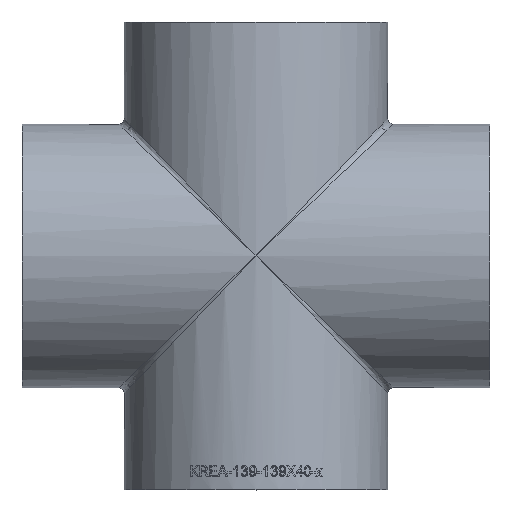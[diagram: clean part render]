
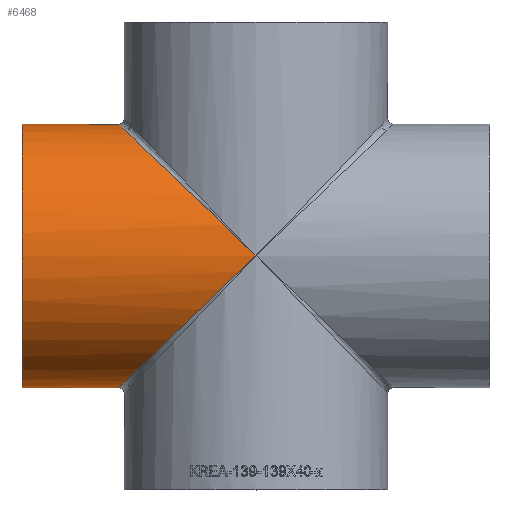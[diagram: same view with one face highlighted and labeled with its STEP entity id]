
A CAD part, top view. The second image highlights one B-rep face of the part: STEP entity #6468.
In plain terms, the highlighted cylindrical face has radius 69.85 mm (diameter 139.7 mm), a full revolution.
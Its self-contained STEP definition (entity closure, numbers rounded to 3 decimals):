
#85 = ORIENTED_EDGE ( 'NONE', *, *, #16391, .T. ) ;
#1530 = CYLINDRICAL_SURFACE ( 'NONE', #7799, 69.85 ) ;
#1544 = EDGE_LOOP ( 'NONE', ( #24819, #85 ) ) ;
#1631 = CARTESIAN_POINT ( 'NONE',  ( 0., 0., 69.85 ) ) ;
#2569 = EDGE_CURVE ( 'NONE', #23139, #23139, #13526, .T. ) ;
#3941 = CARTESIAN_POINT ( 'NONE',  ( 0., 0., -69.85 ) ) ;
#6468 = ADVANCED_FACE ( 'NONE', ( #10331, #27342 ), #1530, .T. ) ;
#7533 = DIRECTION ( 'NONE',  ( -1., 0., 0. ) ) ;
#7684 = CARTESIAN_POINT ( 'NONE',  ( 0., 0., -69.85 ) ) ;
#7799 = AXIS2_PLACEMENT_3D ( 'NONE', #14269, #16372, #23233 ) ;
#10231 = CARTESIAN_POINT ( 'NONE',  ( 0., 0., -69.85 ) ) ;
#10320 = DIRECTION ( 'NONE',  ( 0., 0., 1. ) ) ;
#10331 = FACE_OUTER_BOUND ( 'NONE', #13584, .T. ) ;
#11562 =( BOUNDED_CURVE ( )  B_SPLINE_CURVE ( 3, ( #3941, #23292, #21053, #16830 ),
 .UNSPECIFIED., .F., .T. ) 
 B_SPLINE_CURVE_WITH_KNOTS ( ( 4, 4 ),
 ( 4.712, 7.854 ),
 .UNSPECIFIED. ) 
 CURVE ( )  GEOMETRIC_REPRESENTATION_ITEM ( )  RATIONAL_B_SPLINE_CURVE ( ( 1., 0.333, 0.333, 1. ) ) 
 REPRESENTATION_ITEM ( '' )  );
#12161 = CARTESIAN_POINT ( 'NONE',  ( -145.7, 139.7, -69.85 ) ) ;
#12486 = CARTESIAN_POINT ( 'NONE',  ( -124., 0., 69.85 ) ) ;
#13526 = CIRCLE ( 'NONE', #19778, 69.85 ) ;
#13584 = EDGE_LOOP ( 'NONE', ( #17724 ) ) ;
#14269 = CARTESIAN_POINT ( 'NONE',  ( 124., 0., 0. ) ) ;
#16372 = DIRECTION ( 'NONE',  ( -1., 0., 0. ) ) ;
#16391 = EDGE_CURVE ( 'NONE', #26445, #23394, #26985, .T. ) ;
#16830 = CARTESIAN_POINT ( 'NONE',  ( 0., 0., 69.85 ) ) ;
#17724 = ORIENTED_EDGE ( 'NONE', *, *, #2569, .F. ) ;
#18161 = CARTESIAN_POINT ( 'NONE',  ( -124., 0., 0. ) ) ;
#18584 = CARTESIAN_POINT ( 'NONE',  ( 0., 0., 69.85 ) ) ;
#19263 = EDGE_CURVE ( 'NONE', #23394, #26445, #11562, .T. ) ;
#19778 = AXIS2_PLACEMENT_3D ( 'NONE', #18161, #7533, #10320 ) ;
#21053 = CARTESIAN_POINT ( 'NONE',  ( -145.7, -139.7, 69.85 ) ) ;
#22668 = CARTESIAN_POINT ( 'NONE',  ( -145.7, 139.7, 69.85 ) ) ;
#23139 = VERTEX_POINT ( 'NONE', #12486 ) ;
#23233 = DIRECTION ( 'NONE',  ( 0., 0., 1. ) ) ;
#23292 = CARTESIAN_POINT ( 'NONE',  ( -145.7, -139.7, -69.85 ) ) ;
#23394 = VERTEX_POINT ( 'NONE', #10231 ) ;
#24819 = ORIENTED_EDGE ( 'NONE', *, *, #19263, .T. ) ;
#26445 = VERTEX_POINT ( 'NONE', #1631 ) ;
#26985 =( BOUNDED_CURVE ( )  B_SPLINE_CURVE ( 3, ( #18584, #22668, #12161, #7684 ),
 .UNSPECIFIED., .F., .F. ) 
 B_SPLINE_CURVE_WITH_KNOTS ( ( 4, 4 ),
 ( 4.712, 7.854 ),
 .UNSPECIFIED. ) 
 CURVE ( )  GEOMETRIC_REPRESENTATION_ITEM ( )  RATIONAL_B_SPLINE_CURVE ( ( 1., 0.333, 0.333, 1. ) ) 
 REPRESENTATION_ITEM ( '' )  );
#27342 = FACE_OUTER_BOUND ( 'NONE', #1544, .T. ) ;
